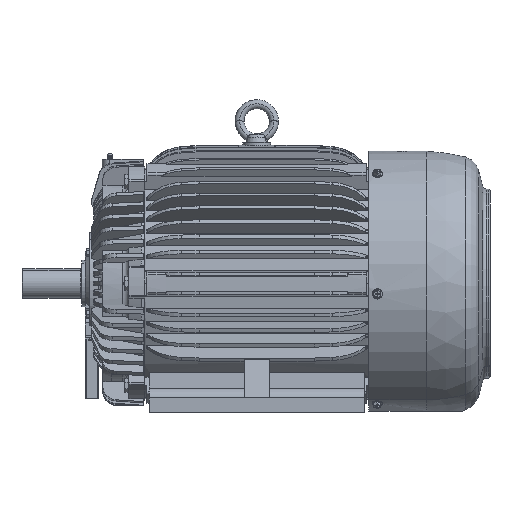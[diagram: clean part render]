
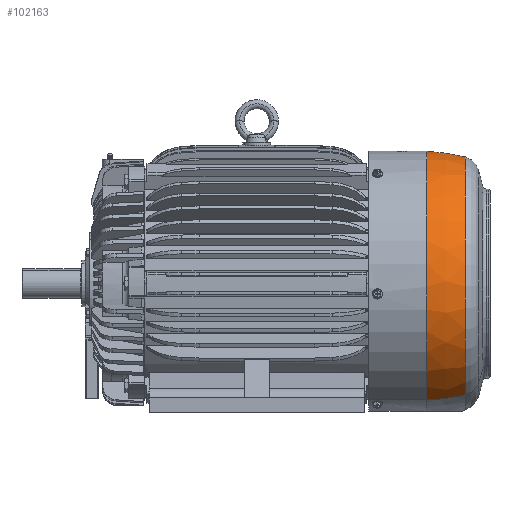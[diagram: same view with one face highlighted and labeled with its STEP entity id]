
A CAD part, front view. The second image highlights one B-rep face of the part: STEP entity #102163.
In plain terms, the highlighted spherical face has radius 182.75 mm.
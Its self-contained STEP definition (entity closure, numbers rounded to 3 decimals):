
#102076=CARTESIAN_POINT('Axis2P3D Location',(442.518,0.,0.)) ;
#102080=CARTESIAN_POINT('Vertex',(442.518,-83.774,-153.347)) ;
#102082=CARTESIAN_POINT('Vertex',(442.518,83.774,153.347)) ;
#102133=CARTESIAN_POINT('Axis2P3D Location',(389.,0.,0.)) ;
#102138=CARTESIAN_POINT('Axis2P3D Location',(389.,0.,0.)) ;
#102142=CARTESIAN_POINT('Vertex',(389.,-87.615,-160.378)) ;
#102144=CARTESIAN_POINT('Vertex',(389.,87.615,160.378)) ;
#102147=CARTESIAN_POINT('Axis2P3D Location',(389.,0.,0.)) ;
#102152=CARTESIAN_POINT('Axis2P3D Location',(389.,0.,0.)) ;
#102077=DIRECTION('Axis2P3D Direction',(-1.,-0.,0.)) ;
#102134=DIRECTION('Axis2P3D Direction',(-1.,-0.,0.)) ;
#102135=DIRECTION('Axis2P3D XDirection',(0.,0.479,0.878)) ;
#102139=DIRECTION('Axis2P3D Direction',(-1.,-0.,0.)) ;
#102148=DIRECTION('Axis2P3D Direction',(0.,0.878,-0.479)) ;
#102153=DIRECTION('Axis2P3D Direction',(0.,-0.878,0.479)) ;
#102078=AXIS2_PLACEMENT_3D('Circle Axis2P3D',#102076,#102077,$) ;
#102136=AXIS2_PLACEMENT_3D('Sphere Axis2P3D',#102133,#102134,#102135) ;
#102140=AXIS2_PLACEMENT_3D('Circle Axis2P3D',#102138,#102139,$) ;
#102149=AXIS2_PLACEMENT_3D('Circle Axis2P3D',#102147,#102148,$) ;
#102154=AXIS2_PLACEMENT_3D('Circle Axis2P3D',#102152,#102153,$) ;
#102158=ORIENTED_EDGE('',*,*,#102146,.F.) ;
#102159=ORIENTED_EDGE('',*,*,#102151,.T.) ;
#102160=ORIENTED_EDGE('',*,*,#102084,.T.) ;
#102161=ORIENTED_EDGE('',*,*,#102156,.F.) ;
#102163=ADVANCED_FACE('31407C366.1',(#102162),#102137,.T.) ;
#102079=CIRCLE('generated circle',#102078,174.738) ;
#102141=CIRCLE('generated circle',#102140,182.75) ;
#102150=CIRCLE('generated circle',#102149,182.75) ;
#102155=CIRCLE('generated circle',#102154,182.75) ;
#102084=EDGE_CURVE('',#102081,#102083,#102079,.T.) ;
#102146=EDGE_CURVE('',#102143,#102145,#102141,.T.) ;
#102151=EDGE_CURVE('',#102143,#102081,#102150,.F.) ;
#102156=EDGE_CURVE('',#102145,#102083,#102155,.F.) ;
#102157=EDGE_LOOP('',(#102158,#102159,#102160,#102161)) ;
#102162=FACE_OUTER_BOUND('',#102157,.T.) ;
#102137=SPHERICAL_SURFACE('',#102136,182.75) ;
#102081=VERTEX_POINT('',#102080) ;
#102083=VERTEX_POINT('',#102082) ;
#102143=VERTEX_POINT('',#102142) ;
#102145=VERTEX_POINT('',#102144) ;
